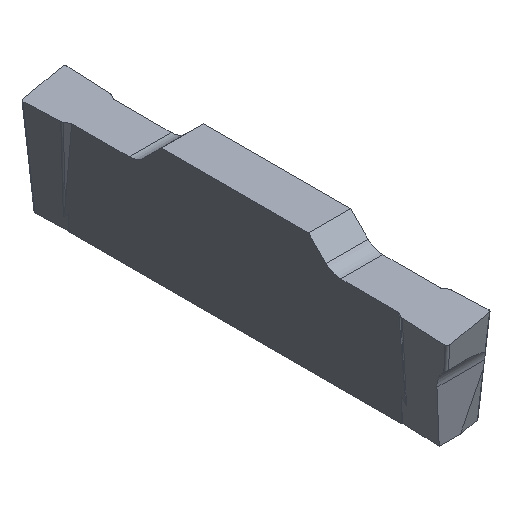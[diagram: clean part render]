
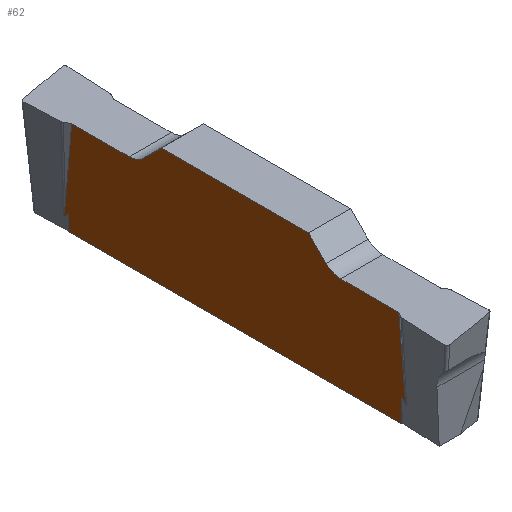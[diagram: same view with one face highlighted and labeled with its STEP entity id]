
A CAD part, isometric view. The second image highlights one B-rep face of the part: STEP entity #62.
In plain terms, the highlighted planar face has unit normal (-1, 0, 0).
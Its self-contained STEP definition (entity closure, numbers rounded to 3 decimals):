
#39=CIRCLE('',#813,1.);
#40=CIRCLE('',#814,1.);
#62=ADVANCED_FACE('',(#126),#98,.T.);
#98=PLANE('',#815);
#126=FACE_OUTER_BOUND('',#164,.T.);
#164=EDGE_LOOP('',(#259,#260,#261,#262,#263,#264,#265,#266,#267,#268,#269,
#270,#271,#272,#273,#274));
#259=ORIENTED_EDGE('',*,*,#539,.T.);
#260=ORIENTED_EDGE('',*,*,#540,.T.);
#261=ORIENTED_EDGE('',*,*,#541,.F.);
#262=ORIENTED_EDGE('',*,*,#542,.F.);
#263=ORIENTED_EDGE('',*,*,#507,.T.);
#264=ORIENTED_EDGE('',*,*,#543,.F.);
#265=ORIENTED_EDGE('',*,*,#530,.F.);
#266=ORIENTED_EDGE('',*,*,#544,.T.);
#267=ORIENTED_EDGE('',*,*,#545,.T.);
#268=ORIENTED_EDGE('',*,*,#546,.F.);
#269=ORIENTED_EDGE('',*,*,#547,.F.);
#270=ORIENTED_EDGE('',*,*,#548,.F.);
#271=ORIENTED_EDGE('',*,*,#549,.F.);
#272=ORIENTED_EDGE('',*,*,#550,.F.);
#273=ORIENTED_EDGE('',*,*,#551,.F.);
#274=ORIENTED_EDGE('',*,*,#552,.F.);
#435=VERTEX_POINT('',#1078);
#436=VERTEX_POINT('',#1080);
#454=VERTEX_POINT('',#1145);
#455=VERTEX_POINT('',#1147);
#461=VERTEX_POINT('',#1180);
#462=VERTEX_POINT('',#1181);
#463=VERTEX_POINT('',#1201);
#464=VERTEX_POINT('',#1203);
#465=VERTEX_POINT('',#1219);
#466=VERTEX_POINT('',#1221);
#467=VERTEX_POINT('',#1223);
#468=VERTEX_POINT('',#1225);
#469=VERTEX_POINT('',#1227);
#470=VERTEX_POINT('',#1229);
#471=VERTEX_POINT('',#1231);
#472=VERTEX_POINT('',#1233);
#507=EDGE_CURVE('',#436,#435,#614,.T.);
#530=EDGE_CURVE('',#454,#455,#629,.T.);
#539=EDGE_CURVE('',#461,#462,#635,.T.);
#540=EDGE_CURVE('',#462,#463,#765,.T.);
#541=EDGE_CURVE('',#464,#463,#636,.T.);
#542=EDGE_CURVE('',#436,#464,#637,.T.);
#543=EDGE_CURVE('',#455,#435,#638,.T.);
#544=EDGE_CURVE('',#454,#465,#766,.T.);
#545=EDGE_CURVE('',#465,#466,#639,.T.);
#546=EDGE_CURVE('',#467,#466,#640,.T.);
#547=EDGE_CURVE('',#468,#467,#39,.T.);
#548=EDGE_CURVE('',#469,#468,#641,.T.);
#549=EDGE_CURVE('',#470,#469,#642,.T.);
#550=EDGE_CURVE('',#471,#470,#643,.T.);
#551=EDGE_CURVE('',#472,#471,#40,.T.);
#552=EDGE_CURVE('',#461,#472,#644,.T.);
#614=LINE('',#1079,#690);
#629=LINE('',#1146,#705);
#635=LINE('',#1179,#711);
#636=LINE('',#1202,#712);
#637=LINE('',#1204,#713);
#638=LINE('',#1205,#714);
#639=LINE('',#1220,#715);
#640=LINE('',#1222,#716);
#641=LINE('',#1226,#717);
#642=LINE('',#1228,#718);
#643=LINE('',#1230,#719);
#644=LINE('',#1234,#720);
#690=VECTOR('',#867,1.);
#705=VECTOR('',#900,1.);
#711=VECTOR('',#916,1.);
#712=VECTOR('',#917,1.);
#713=VECTOR('',#918,1.);
#714=VECTOR('',#919,1.);
#715=VECTOR('',#920,1.);
#716=VECTOR('',#921,1.);
#717=VECTOR('',#924,1.);
#718=VECTOR('',#925,1.);
#719=VECTOR('',#926,1.);
#720=VECTOR('',#929,1.);
#765=B_SPLINE_CURVE_WITH_KNOTS('',3,(#1182,#1183,#1184,#1185,#1186,#1187,
#1188,#1189,#1190,#1191,#1192,#1193,#1194,#1195,#1196,#1197,#1198,#1199,
#1200),.UNSPECIFIED.,.F.,.F.,(4,3,3,3,3,3,4),(0.,0.312,0.653,
0.824,0.929,0.98,1.),.UNSPECIFIED.);
#766=B_SPLINE_CURVE_WITH_KNOTS('',3,(#1206,#1207,#1208,#1209,#1210,#1211,
#1212,#1213,#1214,#1215,#1216,#1217,#1218),.UNSPECIFIED.,.F.,.F.,(4,3,3,
3,4),(0.,0.037,0.183,0.762,1.),
 .UNSPECIFIED.);
#813=AXIS2_PLACEMENT_3D('',#1224,#922,#923);
#814=AXIS2_PLACEMENT_3D('',#1232,#927,#928);
#815=AXIS2_PLACEMENT_3D('',#1235,#930,#931);
#867=DIRECTION('',(0.,-1.,0.));
#900=DIRECTION('',(0.,0.707,0.707));
#916=DIRECTION('',(0.,0.087,-0.996));
#917=DIRECTION('',(0.,0.707,-0.707));
#918=DIRECTION('',(0.,-0.011,1.));
#919=DIRECTION('',(0.,-0.011,-1.));
#920=DIRECTION('',(0.,0.088,0.996));
#921=DIRECTION('',(0.,-1.,0.));
#922=DIRECTION('',(-1.,0.,0.));
#923=DIRECTION('',(0.,0.,1.));
#924=DIRECTION('',(0.,-0.707,-0.707));
#925=DIRECTION('',(0.,-1.,0.));
#926=DIRECTION('',(0.,-0.707,0.707));
#927=DIRECTION('',(-1.,0.,0.));
#928=DIRECTION('',(0.,0.,1.));
#929=DIRECTION('',(0.,-1.,0.));
#930=DIRECTION('',(-1.,0.,0.));
#931=DIRECTION('',(0.,0.,1.));
#1078=CARTESIAN_POINT('',(-1.,2.076,-4.527));
#1079=CARTESIAN_POINT('',(-1.,19.75,-4.527));
#1080=CARTESIAN_POINT('',(-1.,17.926,-4.527));
#1145=CARTESIAN_POINT('',(-1.,1.837,-3.638));
#1146=CARTESIAN_POINT('',(-1.,13.184,7.699));
#1147=CARTESIAN_POINT('',(-1.,2.088,-3.387));
#1179=CARTESIAN_POINT('',(-1.,17.688,0.947));
#1180=CARTESIAN_POINT('',(-1.,17.771,0.));
#1181=CARTESIAN_POINT('',(-1.,18.071,-3.433));
#1182=CARTESIAN_POINT('',(-1.,18.071,-3.433));
#1183=CARTESIAN_POINT('',(-1.,18.076,-3.498));
#1184=CARTESIAN_POINT('',(-1.,18.083,-3.563));
#1185=CARTESIAN_POINT('',(-1.,18.089,-3.628));
#1186=CARTESIAN_POINT('',(-1.,18.097,-3.699));
#1187=CARTESIAN_POINT('',(-1.,18.105,-3.77));
#1188=CARTESIAN_POINT('',(-1.,18.116,-3.84));
#1189=CARTESIAN_POINT('',(-1.,18.121,-3.876));
#1190=CARTESIAN_POINT('',(-1.,18.127,-3.911));
#1191=CARTESIAN_POINT('',(-1.,18.134,-3.946));
#1192=CARTESIAN_POINT('',(-1.,18.139,-3.968));
#1193=CARTESIAN_POINT('',(-1.,18.144,-3.989));
#1194=CARTESIAN_POINT('',(-1.,18.15,-4.01));
#1195=CARTESIAN_POINT('',(-1.,18.154,-4.02));
#1196=CARTESIAN_POINT('',(-1.,18.157,-4.03));
#1197=CARTESIAN_POINT('',(-1.,18.163,-4.039));
#1198=CARTESIAN_POINT('',(-1.,18.165,-4.043));
#1199=CARTESIAN_POINT('',(-1.,18.167,-4.047));
#1200=CARTESIAN_POINT('',(-1.,18.17,-4.05));
#1201=CARTESIAN_POINT('',(-1.,18.17,-4.05));
#1202=CARTESIAN_POINT('',(-1.,16.372,-2.254));
#1203=CARTESIAN_POINT('',(-1.,17.918,-3.798));
#1204=CARTESIAN_POINT('',(-1.,17.866,1.107));
#1205=CARTESIAN_POINT('',(-1.,2.137,1.313));
#1206=CARTESIAN_POINT('',(-1.,1.837,-3.638));
#1207=CARTESIAN_POINT('',(-1.,1.842,-3.633));
#1208=CARTESIAN_POINT('',(-1.,1.845,-3.626));
#1209=CARTESIAN_POINT('',(-1.,1.848,-3.619));
#1210=CARTESIAN_POINT('',(-1.,1.86,-3.591));
#1211=CARTESIAN_POINT('',(-1.,1.866,-3.562));
#1212=CARTESIAN_POINT('',(-1.,1.872,-3.533));
#1213=CARTESIAN_POINT('',(-1.,1.896,-3.417));
#1214=CARTESIAN_POINT('',(-1.,1.909,-3.299));
#1215=CARTESIAN_POINT('',(-1.,1.92,-3.182));
#1216=CARTESIAN_POINT('',(-1.,1.925,-3.134));
#1217=CARTESIAN_POINT('',(-1.,1.93,-3.085));
#1218=CARTESIAN_POINT('',(-1.,1.934,-3.037));
#1219=CARTESIAN_POINT('',(-1.,1.934,-3.037));
#1220=CARTESIAN_POINT('',(-1.,2.437,2.656));
#1221=CARTESIAN_POINT('',(-1.,2.202,0.));
#1222=CARTESIAN_POINT('',(-1.,19.75,0.));
#1223=CARTESIAN_POINT('',(-1.,4.959,0.));
#1224=CARTESIAN_POINT('',(-1.,4.959,1.));
#1225=CARTESIAN_POINT('',(-1.,5.666,0.293));
#1226=CARTESIAN_POINT('',(-1.,13.125,7.752));
#1227=CARTESIAN_POINT('',(-1.,6.5,1.127));
#1228=CARTESIAN_POINT('',(-1.,19.75,1.127));
#1229=CARTESIAN_POINT('',(-1.,13.5,1.127));
#1230=CARTESIAN_POINT('',(-1.,16.625,-1.998));
#1231=CARTESIAN_POINT('',(-1.,14.334,0.293));
#1232=CARTESIAN_POINT('',(-1.,15.041,1.));
#1233=CARTESIAN_POINT('',(-1.,15.041,0.));
#1234=CARTESIAN_POINT('',(-1.,19.75,0.));
#1235=CARTESIAN_POINT('',(-1.,19.75,1.127));
